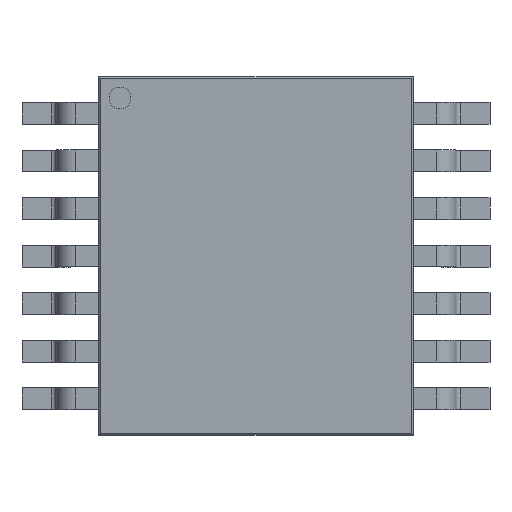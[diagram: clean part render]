
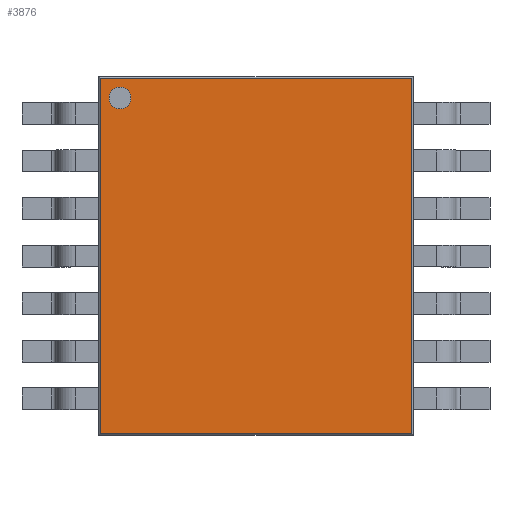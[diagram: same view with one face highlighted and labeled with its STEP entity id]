
A CAD part, top view. The second image highlights one B-rep face of the part: STEP entity #3876.
In plain terms, the highlighted planar face has unit normal (0, 0, 1).
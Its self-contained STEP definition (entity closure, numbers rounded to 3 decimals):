
#25=FACE_BOUND('',#596,.T.);
#146=CIRCLE('',#4191,0.15);
#394=FACE_OUTER_BOUND('',#595,.T.);
#595=EDGE_LOOP('',(#3319,#3320,#3321,#3322));
#596=EDGE_LOOP('',(#3323));
#1000=LINE('',#6273,#1413);
#1005=LINE('',#6283,#1418);
#1008=LINE('',#6289,#1421);
#1010=LINE('',#6292,#1423);
#1413=VECTOR('',#5199,1.);
#1418=VECTOR('',#5206,1.);
#1421=VECTOR('',#5211,1.);
#1423=VECTOR('',#5215,1.);
#1770=VERTEX_POINT('',#6266);
#1771=VERTEX_POINT('',#6271);
#1772=VERTEX_POINT('',#6272);
#1776=VERTEX_POINT('',#6282);
#1778=VERTEX_POINT('',#6287);
#2289=EDGE_CURVE('',#1770,#1770,#146,.T.);
#2290=EDGE_CURVE('',#1771,#1772,#1000,.T.);
#2295=EDGE_CURVE('',#1772,#1776,#1005,.T.);
#2298=EDGE_CURVE('',#1778,#1771,#1008,.T.);
#2300=EDGE_CURVE('',#1776,#1778,#1010,.T.);
#3319=ORIENTED_EDGE('',*,*,#2290,.F.);
#3320=ORIENTED_EDGE('',*,*,#2298,.F.);
#3321=ORIENTED_EDGE('',*,*,#2300,.F.);
#3322=ORIENTED_EDGE('',*,*,#2295,.F.);
#3323=ORIENTED_EDGE('',*,*,#2289,.T.);
#3497=PLANE('',#4199);
#3876=ADVANCED_FACE('',(#394,#25),#3497,.T.);
#4191=AXIS2_PLACEMENT_3D('',#6268,#5193,#5194);
#4199=AXIS2_PLACEMENT_3D('',#6304,#5226,#5227);
#5193=DIRECTION('center_axis',(0.,0.,-1.));
#5194=DIRECTION('ref_axis',(1.,0.,0.));
#5199=DIRECTION('',(0.,-1.,0.));
#5206=DIRECTION('',(-1.,0.,0.));
#5211=DIRECTION('',(1.,0.,0.));
#5215=DIRECTION('',(0.,1.,0.));
#5226=DIRECTION('center_axis',(0.,0.,1.));
#5227=DIRECTION('ref_axis',(1.,0.,0.));
#6266=CARTESIAN_POINT('',(-2.01,2.16,1.2));
#6268=CARTESIAN_POINT('Origin',(-1.86,2.16,1.2));
#6271=CARTESIAN_POINT('',(2.13,2.43,1.2));
#6272=CARTESIAN_POINT('',(2.13,-2.43,1.2));
#6273=CARTESIAN_POINT('',(2.13,0.,1.2));
#6282=CARTESIAN_POINT('',(-2.13,-2.43,1.2));
#6283=CARTESIAN_POINT('',(0.,-2.43,1.2));
#6287=CARTESIAN_POINT('',(-2.13,2.43,1.2));
#6289=CARTESIAN_POINT('',(0.,2.43,1.2));
#6292=CARTESIAN_POINT('',(-2.13,0.,1.2));
#6304=CARTESIAN_POINT('Origin',(0.,0.,1.2));
